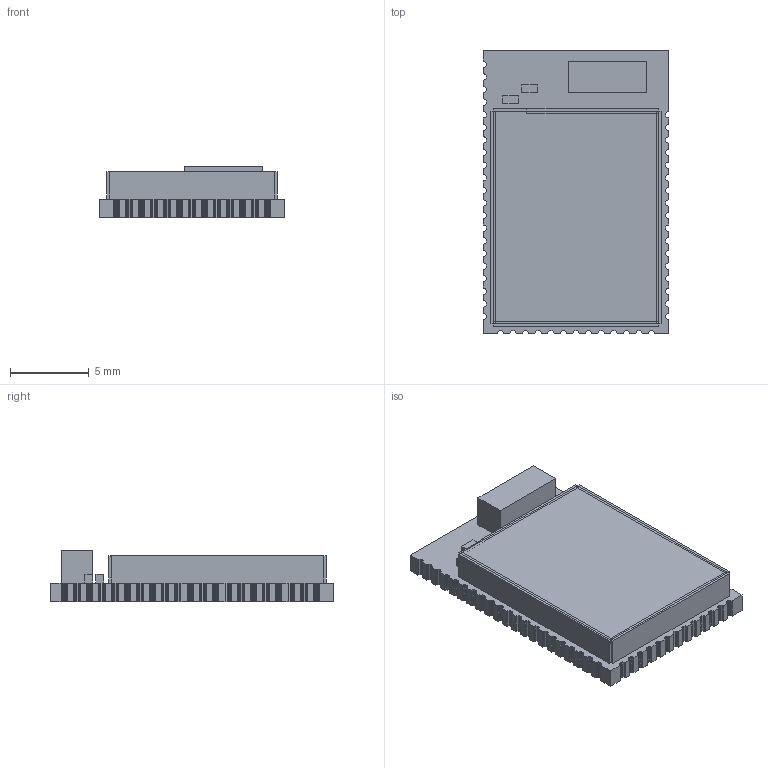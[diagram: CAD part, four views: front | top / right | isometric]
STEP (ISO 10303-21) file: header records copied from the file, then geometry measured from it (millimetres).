
FILE_DESCRIPTION(('Open CASCADE Model'),'2;1');
FILE_NAME('Open CASCADE Shape Model','2018-06-21T13:22:08',('Author'),( 'Open CASCADE'),'Open CASCADE STEP processor 6.2','Open CASCADE 6.2' ,'Unknown');
FILE_SCHEMA(('AUTOMOTIVE_DESIGN { 1 0 10303 214 1 1 1 1 }'));
Length unit declared in the file: millimetre
Products named in the file (52): PCB; Board; SH1; 905282832; Extruded; 905282064; 848042928; 905285648; 905285520; C5; 723248416; L4; 723248032; ANT1; 905285008; L3; C3; U1; 848044848; C2; C4; C6; C7; C8; C9; C10; 905285392; C11; C12; C13; C14; C15; C16; F1; 905285136; L1; 905285264; L2; X1; 903723120
Assembly tree (67 placements, depth 4):
  PCB
    Board
    SH1
      905282832
        Extruded
      905282064  x2
        Extruded
      848042928
        Extruded
      905285648
        Extruded
      905285520
        Extruded
    C5
      723248416
        Extruded
    L4
      723248032
        Extruded
    ANT1
      905285008
        Extruded
    L3
      723248032
        Extruded
    C3
      723248416
        Extruded
    U1
      848044848
        Extruded
    C2
      723248032
        Extruded
    C4
      723248416
        Extruded
    C6
      723248416
        Extruded
    C7
      723248416
        Extruded
    C8
      723248032
        Extruded
    C9
      723248032
        Extruded
    C10
      905285392
        Extruded
    C11
      723248032
        Extruded
    C12
      723248032
        Extruded
    C13
      723248032
Bounding box: 11.8 x 18 x 3.3 mm (x, y, z)
Volume: 364.7 mm3; surface area: 1205.2 mm2
Topology: 30 solids, 30 shells, 651 faces, 1773 edges, 1182 vertices
Faces by surface type: plane 651
Entity records: 39331 total; most frequent: CARTESIAN_POINT 6408, DIRECTION 5978, LINE 4734, VECTOR 4734, ORIENTED_EDGE 3156, PCURVE 3156, DEFINITIONAL_REPRESENTATION 3156, EDGE_CURVE 1578
